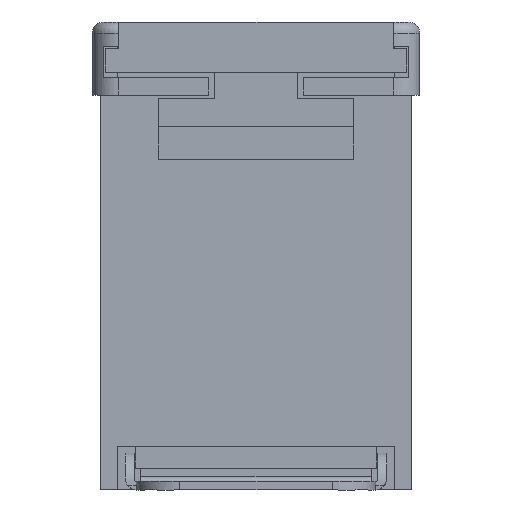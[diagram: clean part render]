
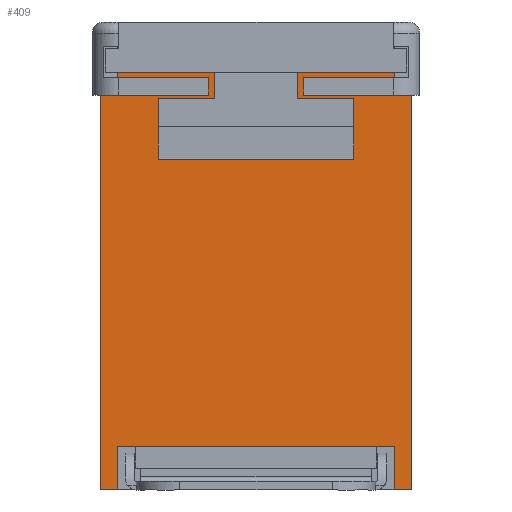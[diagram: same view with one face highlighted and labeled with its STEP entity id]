
A CAD part, left-side view. The second image highlights one B-rep face of the part: STEP entity #409.
In plain terms, the highlighted planar face has unit normal (-1, 0, 0).
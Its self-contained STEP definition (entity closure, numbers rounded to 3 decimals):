
#239=FACE_OUTER_BOUND('',#744,.T.);
#409=ADVANCED_FACE('',(#239),#586,.T.);
#586=PLANE('',#3543);
#744=EDGE_LOOP('',(#1118,#1119,#1120,#1121,#1122,#1123,#1124,#1125,#1126,
#1127,#1128,#1129,#1130,#1131,#1132,#1133));
#1118=ORIENTED_EDGE('',*,*,#2354,.F.);
#1119=ORIENTED_EDGE('',*,*,#2355,.T.);
#1120=ORIENTED_EDGE('',*,*,#2283,.T.);
#1121=ORIENTED_EDGE('',*,*,#2288,.T.);
#1122=ORIENTED_EDGE('',*,*,#2356,.T.);
#1123=ORIENTED_EDGE('',*,*,#2326,.T.);
#1124=ORIENTED_EDGE('',*,*,#2317,.T.);
#1125=ORIENTED_EDGE('',*,*,#2352,.T.);
#1126=ORIENTED_EDGE('',*,*,#2201,.T.);
#1127=ORIENTED_EDGE('',*,*,#2353,.T.);
#1128=ORIENTED_EDGE('',*,*,#2324,.T.);
#1129=ORIENTED_EDGE('',*,*,#2331,.F.);
#1130=ORIENTED_EDGE('',*,*,#2357,.T.);
#1131=ORIENTED_EDGE('',*,*,#2284,.T.);
#1132=ORIENTED_EDGE('',*,*,#2301,.T.);
#1133=ORIENTED_EDGE('',*,*,#2358,.F.);
#1879=VERTEX_POINT('',#4677);
#1880=VERTEX_POINT('',#4679);
#1941=VERTEX_POINT('',#4834);
#1945=VERTEX_POINT('',#4842);
#1946=VERTEX_POINT('',#4846);
#1947=VERTEX_POINT('',#4847);
#1950=VERTEX_POINT('',#4855);
#1960=VERTEX_POINT('',#4882);
#1970=VERTEX_POINT('',#4913);
#1971=VERTEX_POINT('',#4915);
#1976=VERTEX_POINT('',#4926);
#1977=VERTEX_POINT('',#4928);
#1978=VERTEX_POINT('',#4932);
#1981=VERTEX_POINT('',#4940);
#1994=VERTEX_POINT('',#4988);
#1995=VERTEX_POINT('',#4989);
#2201=EDGE_CURVE('',#1880,#1879,#2693,.T.);
#2283=EDGE_CURVE('',#1941,#1945,#2773,.T.);
#2284=EDGE_CURVE('',#1946,#1947,#2774,.T.);
#2288=EDGE_CURVE('',#1945,#1950,#2778,.T.);
#2301=EDGE_CURVE('',#1947,#1960,#2791,.T.);
#2317=EDGE_CURVE('',#1971,#1970,#2805,.T.);
#2324=EDGE_CURVE('',#1977,#1976,#2812,.T.);
#2326=EDGE_CURVE('',#1978,#1971,#2814,.T.);
#2331=EDGE_CURVE('',#1981,#1976,#2819,.T.);
#2352=EDGE_CURVE('',#1970,#1880,#2840,.T.);
#2353=EDGE_CURVE('',#1879,#1977,#2841,.T.);
#2354=EDGE_CURVE('',#1994,#1995,#2842,.T.);
#2355=EDGE_CURVE('',#1994,#1941,#2843,.T.);
#2356=EDGE_CURVE('',#1950,#1978,#2844,.T.);
#2357=EDGE_CURVE('',#1981,#1946,#2845,.T.);
#2358=EDGE_CURVE('',#1995,#1960,#2846,.T.);
#2693=LINE('',#4678,#3099);
#2773=LINE('',#4843,#3179);
#2774=LINE('',#4845,#3180);
#2778=LINE('',#4854,#3184);
#2791=LINE('',#4881,#3197);
#2805=LINE('',#4914,#3211);
#2812=LINE('',#4927,#3218);
#2814=LINE('',#4931,#3220);
#2819=LINE('',#4941,#3225);
#2840=LINE('',#4983,#3246);
#2841=LINE('',#4985,#3247);
#2842=LINE('',#4987,#3248);
#2843=LINE('',#4990,#3249);
#2844=LINE('',#4991,#3250);
#2845=LINE('',#4992,#3251);
#2846=LINE('',#4993,#3252);
#3099=VECTOR('',#3759,1.);
#3179=VECTOR('',#3877,1.);
#3180=VECTOR('',#3880,1.);
#3184=VECTOR('',#3886,1.);
#3197=VECTOR('',#3907,1.);
#3211=VECTOR('',#3937,1.);
#3218=VECTOR('',#3944,1.);
#3220=VECTOR('',#3948,1.);
#3225=VECTOR('',#3955,1.);
#3246=VECTOR('',#3994,1.);
#3247=VECTOR('',#3997,1.);
#3248=VECTOR('',#4000,1.);
#3249=VECTOR('',#4001,1.);
#3250=VECTOR('',#4002,1.);
#3251=VECTOR('',#4003,1.);
#3252=VECTOR('',#4004,1.);
#3543=AXIS2_PLACEMENT_3D('',#4994,#4005,#4006);
#3759=DIRECTION('',(0.,-1.,0.));
#3877=DIRECTION('',(0.,-1.,0.));
#3880=DIRECTION('',(0.,0.,1.));
#3886=DIRECTION('',(0.,0.,-1.));
#3907=DIRECTION('',(0.,-1.,0.));
#3937=DIRECTION('',(0.,-1.,0.));
#3944=DIRECTION('',(0.,-1.,0.));
#3948=DIRECTION('',(0.,0.,-1.));
#3955=DIRECTION('',(0.,0.,-1.));
#3994=DIRECTION('',(0.,0.,1.));
#3997=DIRECTION('',(0.,0.,-1.));
#4000=DIRECTION('',(0.,-1.,0.));
#4001=DIRECTION('',(0.,0.,-1.));
#4002=DIRECTION('',(0.,1.,0.));
#4003=DIRECTION('',(0.,1.,0.));
#4004=DIRECTION('',(0.,0.,-1.));
#4005=DIRECTION('',(-1.,0.,0.));
#4006=DIRECTION('',(0.,0.,1.));
#4677=CARTESIAN_POINT('',(-9.75,-6.35,-7.353));
#4678=CARTESIAN_POINT('',(-9.75,6.35,-7.353));
#4679=CARTESIAN_POINT('',(-9.75,6.35,-7.353));
#4834=CARTESIAN_POINT('',(-9.75,6.35,9.597));
#4842=CARTESIAN_POINT('',(-9.75,2.2,9.597));
#4843=CARTESIAN_POINT('',(-9.75,7.,9.597));
#4845=CARTESIAN_POINT('',(-9.75,-2.2,8.797));
#4846=CARTESIAN_POINT('',(-9.75,-2.2,8.797));
#4847=CARTESIAN_POINT('',(-9.75,-2.2,9.597));
#4854=CARTESIAN_POINT('',(-9.75,2.2,9.597));
#4855=CARTESIAN_POINT('',(-9.75,2.2,8.797));
#4881=CARTESIAN_POINT('',(-9.75,-2.2,9.597));
#4882=CARTESIAN_POINT('',(-9.75,-6.35,9.597));
#4913=CARTESIAN_POINT('',(-9.75,6.35,-9.353));
#4914=CARTESIAN_POINT('',(-9.75,7.25,-9.353));
#4915=CARTESIAN_POINT('',(-9.75,7.15,-9.353));
#4926=CARTESIAN_POINT('',(-9.75,-7.15,-9.353));
#4927=CARTESIAN_POINT('',(-9.75,-6.35,-9.353));
#4928=CARTESIAN_POINT('',(-9.75,-6.35,-9.353));
#4931=CARTESIAN_POINT('',(-9.75,7.15,8.647));
#4932=CARTESIAN_POINT('',(-9.75,7.15,8.797));
#4940=CARTESIAN_POINT('',(-9.75,-7.15,8.797));
#4941=CARTESIAN_POINT('',(-9.75,-7.15,8.647));
#4983=CARTESIAN_POINT('',(-9.75,6.35,-9.353));
#4985=CARTESIAN_POINT('',(-9.75,-6.35,-7.353));
#4987=CARTESIAN_POINT('',(-9.75,7.25,9.847));
#4988=CARTESIAN_POINT('',(-9.75,6.35,9.847));
#4989=CARTESIAN_POINT('',(-9.75,-6.35,9.847));
#4990=CARTESIAN_POINT('',(-9.75,6.35,11.647));
#4991=CARTESIAN_POINT('',(-9.75,2.2,8.797));
#4992=CARTESIAN_POINT('',(-9.75,-7.25,8.797));
#4993=CARTESIAN_POINT('',(-9.75,-6.35,11.647));
#4994=CARTESIAN_POINT('',(-9.75,7.25,8.647));
